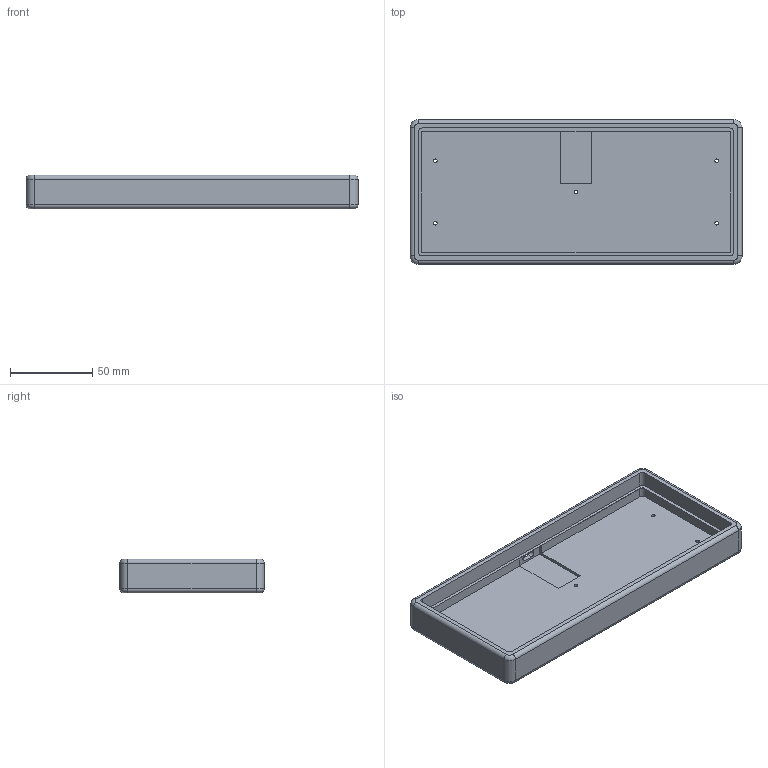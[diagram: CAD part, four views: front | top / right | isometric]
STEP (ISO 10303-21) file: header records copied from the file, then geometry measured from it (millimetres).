
FILE_DESCRIPTION(('HOOPS Exchange Step'),'2;1');
FILE_NAME('temp_export','2023-06-11T14:15:32-04:00',('jscotto'),('Shapr3D Limited'),'HOOPS Exchange 2022.2','Shapr3D','Authorized');
FILE_SCHEMA( ('AUTOMOTIVE_DESIGN { 1 0 10303 214 1 1 1 1 }') );
Length unit declared in the file: millimetre
Products named in the file (1): Case
Bounding box: 201.85 x 87.85 x 20.6 mm (x, y, z)
Volume: 100192.2 mm3; surface area: 57170.5 mm2
Topology: 1 solids, 1 shells, 70 faces, 190 edges, 124 vertices
Faces by surface type: plane 29, cylinder 29, torus 8, cone 4
Full cylindrical faces by diameter (mm): 2.2 x5
Entity records: 2334 total; most frequent: CARTESIAN_POINT 445, DIRECTION 412, ORIENTED_EDGE 380, EDGE_CURVE 190, AXIS2_PLACEMENT_3D 155, VERTEX_POINT 124, VECTOR 102, LINE 102
